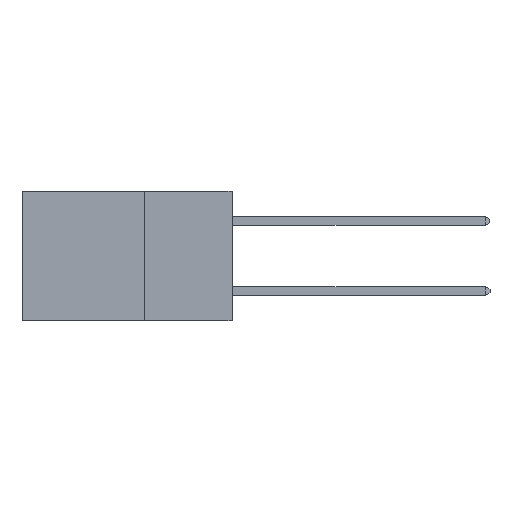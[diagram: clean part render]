
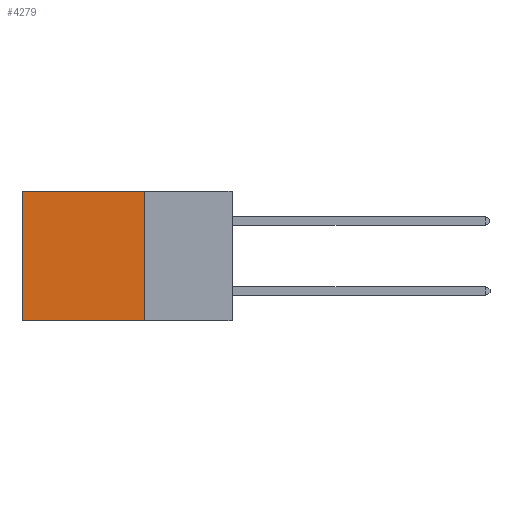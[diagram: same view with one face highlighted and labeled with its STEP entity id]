
A CAD part, left-side view. The second image highlights one B-rep face of the part: STEP entity #4279.
In plain terms, the highlighted planar face has unit normal (-1, 0, 0).
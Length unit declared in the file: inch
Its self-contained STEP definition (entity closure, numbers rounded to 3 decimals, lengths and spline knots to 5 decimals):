
#2689 = VECTOR ( 'NONE', #16661, 39.37008 ) ;
#3114 = ORIENTED_EDGE ( 'NONE', *, *, #10787, .F. ) ;
#3909 = LINE ( 'NONE', #21484, #17246 ) ;
#4279 = ADVANCED_FACE ( 'NONE', ( #23209 ), #22317, .F. ) ;
#4339 = LINE ( 'NONE', #17032, #18230 ) ;
#6121 = ORIENTED_EDGE ( 'NONE', *, *, #21326, .T. ) ;
#6127 = VECTOR ( 'NONE', #14813, 39.37008 ) ;
#7865 = VERTEX_POINT ( 'NONE', #16957 ) ;
#8984 = CARTESIAN_POINT ( 'NONE',  ( 0.2875, 0.6, -0.37 ) ) ;
#10787 = EDGE_CURVE ( 'NONE', #11159, #7865, #3909, .T. ) ;
#11159 = VERTEX_POINT ( 'NONE', #22530 ) ;
#11674 = DIRECTION ( 'NONE',  ( 0., 0., -1. ) ) ;
#12613 = DIRECTION ( 'NONE',  ( 0., 0., -1. ) ) ;
#13373 = ORIENTED_EDGE ( 'NONE', *, *, #18182, .F. ) ;
#14187 = EDGE_LOOP ( 'NONE', ( #6121, #13373, #3114, #20358 ) ) ;
#14813 = DIRECTION ( 'NONE',  ( 0., 1., 0. ) ) ;
#14857 = CARTESIAN_POINT ( 'NONE',  ( 0.2875, 0.25, -0.37 ) ) ;
#15674 = CARTESIAN_POINT ( 'NONE',  ( 0.2875, 0.6, 0. ) ) ;
#15758 = LINE ( 'NONE', #20005, #6127 ) ;
#16661 = DIRECTION ( 'NONE',  ( 0., 1., 0. ) ) ;
#16957 = CARTESIAN_POINT ( 'NONE',  ( 0.2875, 0.25, -0.37 ) ) ;
#16963 = DIRECTION ( 'NONE',  ( 0., 0., -1. ) ) ;
#16991 = DIRECTION ( 'NONE',  ( 1., 0., 0. ) ) ;
#17032 = CARTESIAN_POINT ( 'NONE',  ( 0.2875, 0.6, 0. ) ) ;
#17221 = LINE ( 'NONE', #14857, #2689 ) ;
#17246 = VECTOR ( 'NONE', #12613, 39.37008 ) ;
#18182 = EDGE_CURVE ( 'NONE', #7865, #22282, #17221, .T. ) ;
#18230 = VECTOR ( 'NONE', #16963, 39.37008 ) ;
#20005 = CARTESIAN_POINT ( 'NONE',  ( 0.2875, 0.25, 0. ) ) ;
#20358 = ORIENTED_EDGE ( 'NONE', *, *, #22409, .T. ) ;
#20564 = CARTESIAN_POINT ( 'NONE',  ( 0.2875, 0.25, 0. ) ) ;
#20775 = VERTEX_POINT ( 'NONE', #15674 ) ;
#21326 = EDGE_CURVE ( 'NONE', #20775, #22282, #4339, .T. ) ;
#21484 = CARTESIAN_POINT ( 'NONE',  ( 0.2875, 0.25, 0. ) ) ;
#22282 = VERTEX_POINT ( 'NONE', #8984 ) ;
#22317 = PLANE ( 'NONE',  #23411 ) ;
#22409 = EDGE_CURVE ( 'NONE', #11159, #20775, #15758, .T. ) ;
#22530 = CARTESIAN_POINT ( 'NONE',  ( 0.2875, 0.25, 0. ) ) ;
#23209 = FACE_OUTER_BOUND ( 'NONE', #14187, .T. ) ;
#23411 = AXIS2_PLACEMENT_3D ( 'NONE', #20564, #16991, #11674 ) ;
